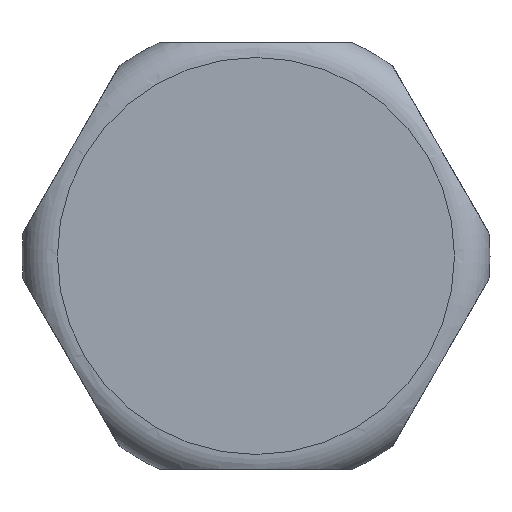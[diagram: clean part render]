
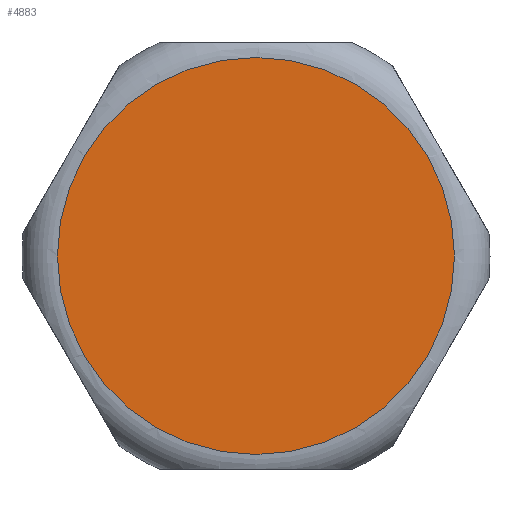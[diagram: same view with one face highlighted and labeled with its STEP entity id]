
A CAD part, left-side view. The second image highlights one B-rep face of the part: STEP entity #4883.
In plain terms, the highlighted planar face has unit normal (-1, 0, 0).
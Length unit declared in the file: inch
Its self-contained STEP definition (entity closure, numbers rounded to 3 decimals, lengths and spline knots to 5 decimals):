
#947=PLANE('',#5280);
#1083=FACE_OUTER_BOUND('',#1345,.T.);
#1345=EDGE_LOOP('',(#3368,#3369));
#1672=CIRCLE('',#5258,0.65945);
#1673=CIRCLE('',#5259,0.65945);
#1940=VERTEX_POINT('',#7294);
#1941=VERTEX_POINT('',#7295);
#2474=EDGE_CURVE('',#1940,#1941,#1672,.T.);
#2475=EDGE_CURVE('',#1941,#1940,#1673,.T.);
#3368=ORIENTED_EDGE('',*,*,#2474,.T.);
#3369=ORIENTED_EDGE('',*,*,#2475,.T.);
#4883=ADVANCED_FACE('',(#1083),#947,.T.);
#5258=AXIS2_PLACEMENT_3D('',#7296,#5866,#5867);
#5259=AXIS2_PLACEMENT_3D('',#7297,#5868,#5869);
#5280=AXIS2_PLACEMENT_3D('',#7318,#5910,#5911);
#5866=DIRECTION('center_axis',(-1.,0.,0.));
#5867=DIRECTION('ref_axis',(0.,0.,1.));
#5868=DIRECTION('center_axis',(-1.,0.,0.));
#5869=DIRECTION('ref_axis',(0.,0.,1.));
#5910=DIRECTION('center_axis',(-1.,0.,0.));
#5911=DIRECTION('ref_axis',(0.,0.,1.));
#7294=CARTESIAN_POINT('',(-1.87008,0.65945,0.));
#7295=CARTESIAN_POINT('',(-1.87008,0.,-0.65945));
#7296=CARTESIAN_POINT('Origin',(-1.87008,0.,
0.));
#7297=CARTESIAN_POINT('Origin',(-1.87008,0.,
0.));
#7318=CARTESIAN_POINT('Origin',(-1.87008,0.46457,0.));
